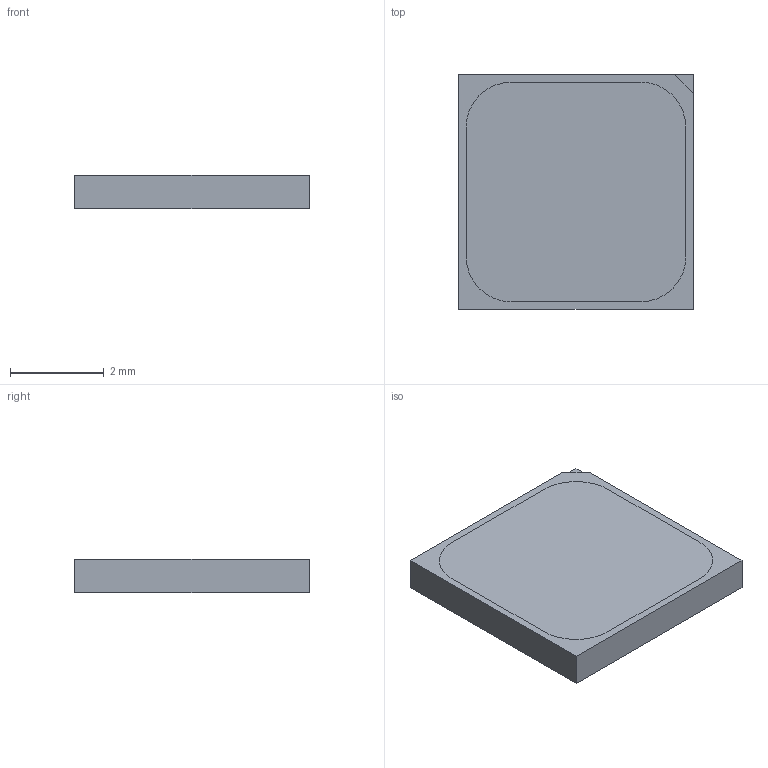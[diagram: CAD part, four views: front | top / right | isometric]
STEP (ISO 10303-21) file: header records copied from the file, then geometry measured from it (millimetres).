
FILE_DESCRIPTION (( 'STEP AP203' ), '1' );
FILE_NAME ('GW P9LR33bm_20180724_geometry.STEP', '2018-07-24T05:36:57', ( 'Information Technology' ), ( 'Osram OS' ), 'SwSTEP 2.0', 'SolidWorks 2017', '' );
FILE_SCHEMA (( 'CONFIG_CONTROL_DESIGN' ));
Length unit declared in the file: millimetre
Products named in the file (1): GW P9LR33bm_20180724_geometry
Bounding box: 5 x 5 x 0.71 mm (x, y, z)
Volume: 17.7 mm3; surface area: 64.1 mm2
Topology: 1 solids, 1 shells, 11 faces, 58 edges, 52 vertices
Faces by surface type: plane 11
Entity records: 793 total; most frequent: CARTESIAN_POINT 306, ORIENTED_EDGE 116, EDGE_CURVE 58, VERTEX_POINT 52, DIRECTION 42, B_SPLINE_CURVE_WITH_KNOTS 40, VECTOR 18, LINE 18
